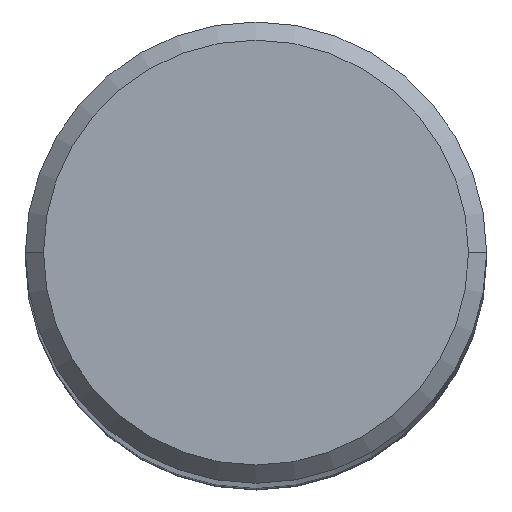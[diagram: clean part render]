
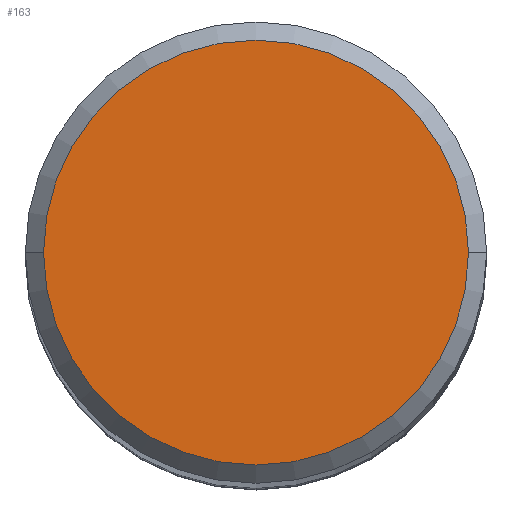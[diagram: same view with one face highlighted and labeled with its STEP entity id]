
A CAD part, top view. The second image highlights one B-rep face of the part: STEP entity #163.
In plain terms, the highlighted planar face has unit normal (0, 0, 1).
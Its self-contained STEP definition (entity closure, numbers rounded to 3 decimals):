
#30=PLANE('',#1103);
#163=ADVANCED_FACE('',(#224),#30,.F.);
#224=FACE_OUTER_BOUND('',#280,.T.);
#280=EDGE_LOOP('',(#479,#480,#481,#482));
#479=ORIENTED_EDGE('',*,*,#688,.T.);
#480=ORIENTED_EDGE('',*,*,#686,.T.);
#481=ORIENTED_EDGE('',*,*,#685,.T.);
#482=ORIENTED_EDGE('',*,*,#689,.T.);
#577=VERTEX_POINT('',#2664);
#578=VERTEX_POINT('',#2666);
#579=VERTEX_POINT('',#2668);
#580=VERTEX_POINT('',#2672);
#685=EDGE_CURVE('',#578,#577,#828,.T.);
#686=EDGE_CURVE('',#579,#578,#829,.T.);
#688=EDGE_CURVE('',#580,#579,#830,.T.);
#689=EDGE_CURVE('',#577,#580,#831,.T.);
#828=CIRCLE('',#1097,11.7);
#829=CIRCLE('',#1098,11.7);
#830=CIRCLE('',#1100,11.7);
#831=CIRCLE('',#1101,11.7);
#1097=AXIS2_PLACEMENT_3D('',#2665,#1347,#1348);
#1098=AXIS2_PLACEMENT_3D('',#2667,#1349,#1350);
#1100=AXIS2_PLACEMENT_3D('',#2671,#1354,#1355);
#1101=AXIS2_PLACEMENT_3D('',#2673,#1356,#1357);
#1103=AXIS2_PLACEMENT_3D('',#2675,#1360,#1361);
#1347=DIRECTION('',(0.,0.,1.));
#1348=DIRECTION('',(0.,-1.,0.));
#1349=DIRECTION('',(0.,0.,1.));
#1350=DIRECTION('',(-1.,0.,0.));
#1354=DIRECTION('',(0.,0.,1.));
#1355=DIRECTION('',(0.,1.,0.));
#1356=DIRECTION('',(0.,0.,1.));
#1357=DIRECTION('',(1.,0.,0.));
#1360=DIRECTION('',(0.,0.,-1.));
#1361=DIRECTION('',(1.,0.,0.));
#2664=CARTESIAN_POINT('',(11.7,0.,0.));
#2665=CARTESIAN_POINT('',(0.,0.,0.));
#2666=CARTESIAN_POINT('',(0.,-11.7,0.));
#2667=CARTESIAN_POINT('',(0.,0.,0.));
#2668=CARTESIAN_POINT('',(-11.7,0.,0.));
#2671=CARTESIAN_POINT('',(0.,0.,0.));
#2672=CARTESIAN_POINT('',(0.,11.7,0.));
#2673=CARTESIAN_POINT('',(0.,0.,0.));
#2675=CARTESIAN_POINT('',(0.,0.,0.));
